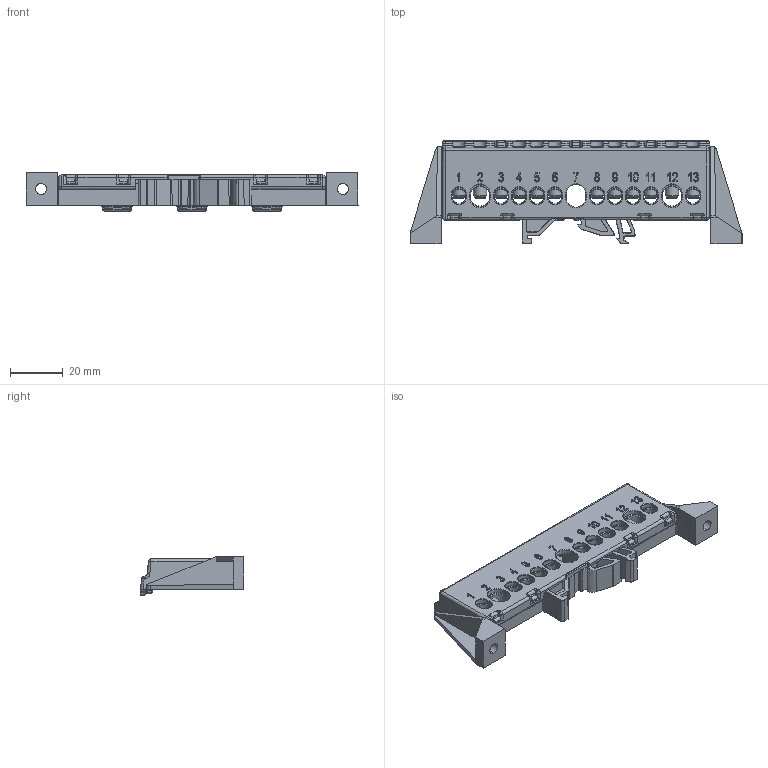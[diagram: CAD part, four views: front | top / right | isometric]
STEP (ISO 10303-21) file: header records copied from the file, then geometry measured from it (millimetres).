
FILE_DESCRIPTION (( 'STEP AP214' ), '1' );
FILE_NAME ('KSN-2-8x12 (06+06).STEP', '2023-11-03T11:57:50', ( '' ), ( '' ), 'SwSTEP 2.0', 'SolidWorks 2022', '' );
FILE_SCHEMA (( 'AUTOMOTIVE_DESIGN' ));
Length unit declared in the file: millimetre
Products named in the file (6): Винт М5х10_20140212; Cover 13; Holder8x12-13-уклоны_уклоны; KSN-2-8x12 (06+06); BHBT-3-8x12.06.01; BHBT-3-8x12.06.00
Assembly tree (11 placements, depth 3):
  KSN-2-8x12 (06+06)
    Holder8x12-13-уклоны_уклоны
    Cover 13
    BHBT-3-8x12.06.00  x2
      BHBT-3-8x12.06.01
      Винт М5х10_20140212
Bounding box: 125.89 x 39.38 x 14.7 mm (x, y, z)
Volume: 24421.6 mm3; surface area: 28812.4 mm2
Topology: 16 solids, 16 shells, 1891 faces, 5178 edges, 3306 vertices
Faces by surface type: plane 875, cylinder 445, cone 237, torus 181, bspline 139, sphere 14
Entity records: 47515 total; most frequent: CARTESIAN_POINT 16925, ORIENTED_EDGE 6960, DIRECTION 5473, EDGE_CURVE 3480, VERTEX_POINT 2233, VECTOR 2093, LINE 2093, AXIS2_PLACEMENT_3D 1690
